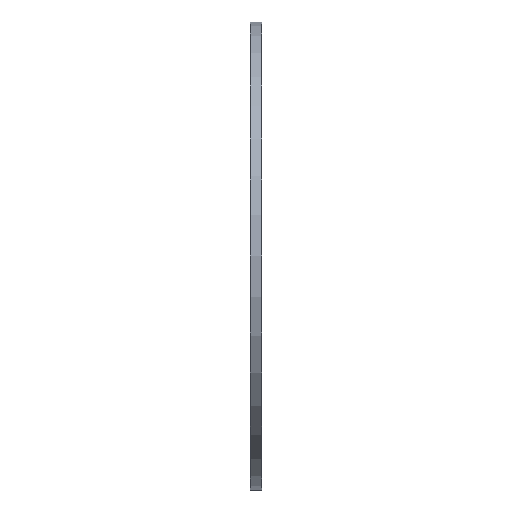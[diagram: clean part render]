
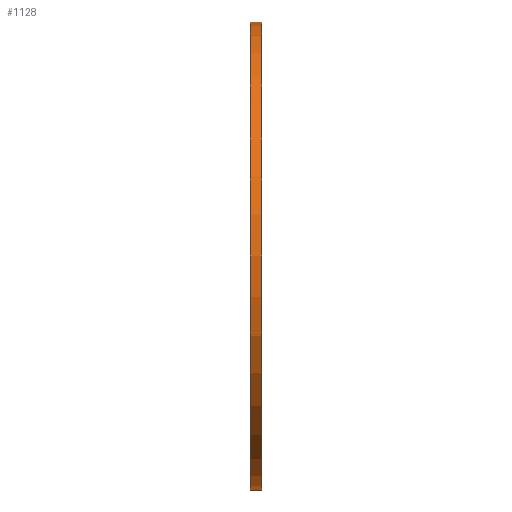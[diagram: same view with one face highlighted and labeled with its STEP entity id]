
A CAD part, left-side view. The second image highlights one B-rep face of the part: STEP entity #1128.
In plain terms, the highlighted cylindrical face has radius 63.5 mm (diameter 127 mm), a partial arc.
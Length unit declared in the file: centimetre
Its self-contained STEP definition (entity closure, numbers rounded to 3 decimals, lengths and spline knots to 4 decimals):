
#132 = DIRECTION ( 'NONE',  ( 0., 0., 1. ) ) ;
#145 = ORIENTED_EDGE ( 'NONE', *, *, #674, .F. ) ;
#198 = EDGE_LOOP ( 'NONE', ( #736, #145, #1639, #1845 ) ) ;
#287 = EDGE_CURVE ( 'NONE', #1009, #1088, #525, .T. ) ;
#301 = VERTEX_POINT ( 'NONE', #1183 ) ;
#319 = VECTOR ( 'NONE', #1632, 100. ) ;
#493 = DIRECTION ( 'NONE',  ( 0., 1., 0. ) ) ;
#525 = LINE ( 'NONE', #1794, #319 ) ;
#572 = VERTEX_POINT ( 'NONE', #1957 ) ;
#623 = CARTESIAN_POINT ( 'NONE',  ( 0., 0.3, 0. ) ) ;
#654 = CARTESIAN_POINT ( 'NONE',  ( 0., 0.3, 0. ) ) ;
#674 = EDGE_CURVE ( 'NONE', #301, #1009, #2043, .T. ) ;
#736 = ORIENTED_EDGE ( 'NONE', *, *, #287, .F. ) ;
#737 = CARTESIAN_POINT ( 'NONE',  ( 0., 0.3, 6.35 ) ) ;
#1009 = VERTEX_POINT ( 'NONE', #737 ) ;
#1088 = VERTEX_POINT ( 'NONE', #1089 ) ;
#1089 = CARTESIAN_POINT ( 'NONE',  ( 0., 0., 6.35 ) ) ;
#1128 = ADVANCED_FACE ( 'NONE', ( #1436 ), #2089, .T. ) ;
#1152 = DIRECTION ( 'NONE',  ( 0., 0., 1. ) ) ;
#1183 = CARTESIAN_POINT ( 'NONE',  ( 0., 0.3, -6.35 ) ) ;
#1205 = CIRCLE ( 'NONE', #1504, 6.35 ) ;
#1247 = AXIS2_PLACEMENT_3D ( 'NONE', #623, #1455, #1311 ) ;
#1278 = CARTESIAN_POINT ( 'NONE',  ( 0., 0.3, -6.35 ) ) ;
#1285 = EDGE_CURVE ( 'NONE', #301, #572, #1913, .T. ) ;
#1309 = EDGE_CURVE ( 'NONE', #572, #1088, #1205, .T. ) ;
#1311 = DIRECTION ( 'NONE',  ( 0., 0., -1. ) ) ;
#1327 = AXIS2_PLACEMENT_3D ( 'NONE', #654, #493, #1152 ) ;
#1436 = FACE_OUTER_BOUND ( 'NONE', #198, .T. ) ;
#1455 = DIRECTION ( 'NONE',  ( 0., -1., 0. ) ) ;
#1504 = AXIS2_PLACEMENT_3D ( 'NONE', #1592, #2104, #132 ) ;
#1592 = CARTESIAN_POINT ( 'NONE',  ( 0., 0., 0. ) ) ;
#1632 = DIRECTION ( 'NONE',  ( 0., -1., 0. ) ) ;
#1639 = ORIENTED_EDGE ( 'NONE', *, *, #1285, .T. ) ;
#1713 = VECTOR ( 'NONE', #2086, 100. ) ;
#1794 = CARTESIAN_POINT ( 'NONE',  ( 0., 0.3, 6.35 ) ) ;
#1845 = ORIENTED_EDGE ( 'NONE', *, *, #1309, .T. ) ;
#1913 = LINE ( 'NONE', #1278, #1713 ) ;
#1957 = CARTESIAN_POINT ( 'NONE',  ( 0., 0., -6.35 ) ) ;
#2043 = CIRCLE ( 'NONE', #1327, 6.35 ) ;
#2086 = DIRECTION ( 'NONE',  ( 0., -1., 0. ) ) ;
#2089 = CYLINDRICAL_SURFACE ( 'NONE', #1247, 6.35 ) ;
#2104 = DIRECTION ( 'NONE',  ( 0., 1., 0. ) ) ;
